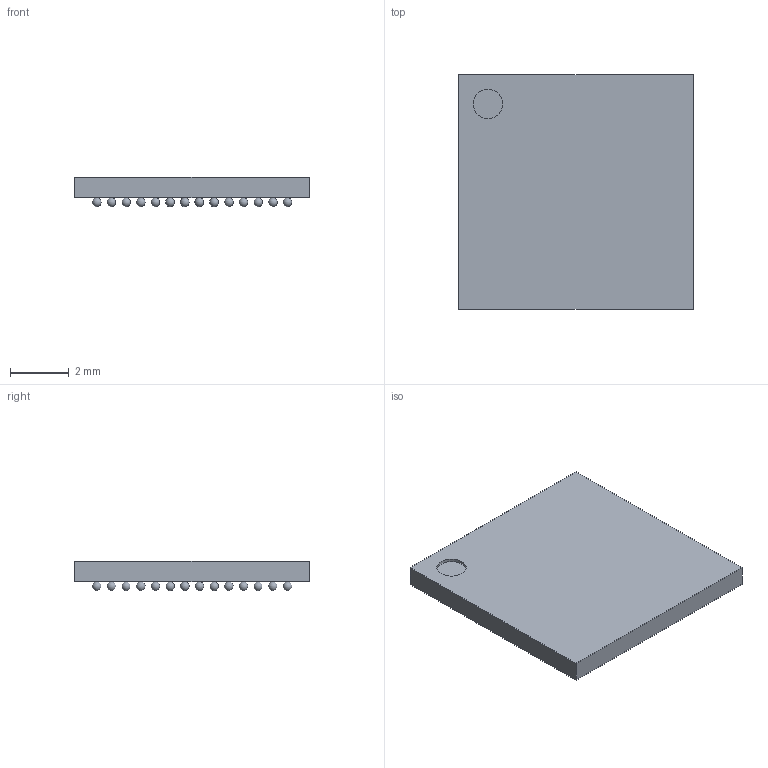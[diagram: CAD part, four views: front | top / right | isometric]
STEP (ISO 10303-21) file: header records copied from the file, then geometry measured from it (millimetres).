
FILE_DESCRIPTION(('FreeCAD Model'),'2;1');
FILE_NAME('16677870.1.1.stp','2022-11-04T04:23:47',( 'Author'),(''),'Open CASCADE STEP processor 6.9','FreeCAD','Unknown' );
FILE_SCHEMA(('AUTOMOTIVE_DESIGN { 1 0 10303 214 1 1 1 1 }'));
Length unit declared in the file: millimetre
Products named in the file (134): ASSEMBLY; A1; A2; A3; A4; A5; A6; A7; A8; A9; A10; A11; A12; A13; A14; B1; B14; C1; C3; C4; C5; C6; C7; C8; C9; C10; C11; C12; C14; D1; D3; D4; D5; D6; D7; D8; D9; D10; D11; D12 ...
Assembly tree (133 placements, depth 2):
  ASSEMBLY
    A1
    A2
    A3
    A4
    A5
    A6
    A7
    A8
    A9
    A10
    A11
    A12
    A13
    A14
    B1
    B14
    C1
    C3
    C4
    C5
    C6
    C7
    C8
    C9
    C10
    C11
    C12
    C14
    D1
    D3
    D4
    D5
    D6
    D7
    D8
    D9
    D10
    D11
    D12
    D14
    E1
    E3
    E4
    E11
    E12
    E14
    F1
    F3
    F4
    F6
    F7
    F8
    F9
    F11
    F12
    F14
    G1
    G3
    G4
Bounding box: 8 x 8 x 1 mm (x, y, z)
Volume: 46.6 mm3; surface area: 188 mm2
Topology: 133 solids, 133 shells, 140 faces, 411 edges, 274 vertices
Faces by surface type: sphere 132, plane 7, cylinder 1
Full cylindrical faces by diameter (mm): 1 x1
Entity records: 5716 total; most frequent: DIRECTION 595, CARTESIAN_POINT 461, AXIS2_PLACEMENT_3D 276, PRODUCT_DEFINITION_SHAPE 267, VERTEX_POINT 142, FACE_BOUND 141, ADVANCED_FACE 140, SHAPE_DEFINITION_REPRESENTATION 134
